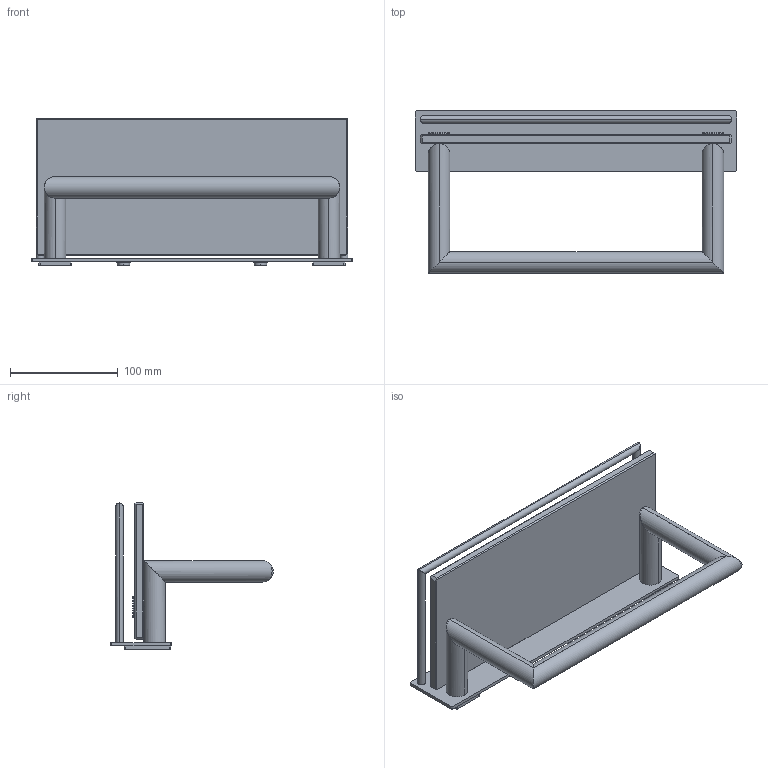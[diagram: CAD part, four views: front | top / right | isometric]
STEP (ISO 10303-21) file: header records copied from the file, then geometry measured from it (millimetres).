
FILE_DESCRIPTION((''),'2;1');
FILE_NAME('2819RT-12','2022-02-14T13:56:30',('jinson.thomas'),(''),'CREO PARAMETRIC BY PTC INC, 2018400','CREO PARAMETRIC BY PTC INC, 2018400','');
FILE_SCHEMA(('CONFIG_CONTROL_DESIGN'));
Length unit declared in the file: inch
Products named in the file (1): 2819RT-12
Bounding box: 297.99 x 150.57 x 136.57 mm (x, y, z)
Volume: 441501.5 mm3; surface area: 197942 mm2
Topology: 2 solids, 4 shells, 152 faces, 356 edges, 222 vertices
Faces by surface type: cylinder 68, plane 52, torus 16, bspline 12, cone 4
Entity records: 8586 total; most frequent: CARTESIAN_POINT 5198, ORIENTED_EDGE 704, DIRECTION 652, EDGE_CURVE 352, AXIS2_PLACEMENT_3D 244, VERTEX_POINT 222, EDGE_LOOP 170, VECTOR 164
